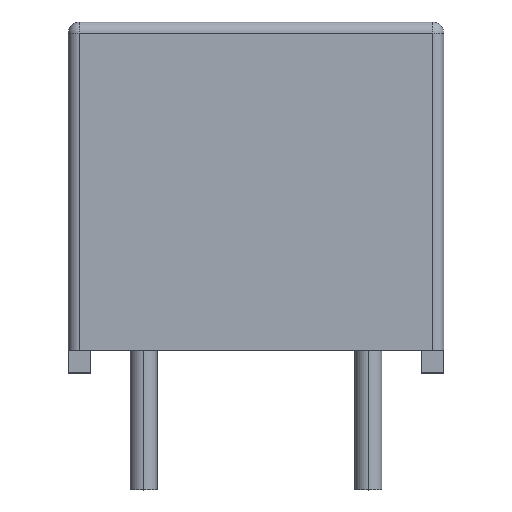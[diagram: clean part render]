
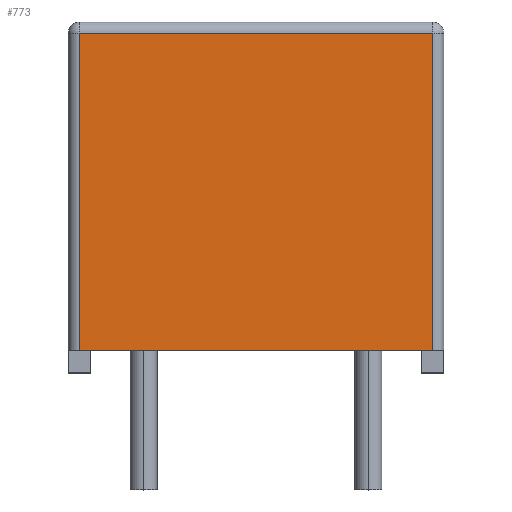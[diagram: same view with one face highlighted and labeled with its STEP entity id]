
A CAD part, top view. The second image highlights one B-rep face of the part: STEP entity #773.
In plain terms, the highlighted planar face has unit normal (0, 0, 1).
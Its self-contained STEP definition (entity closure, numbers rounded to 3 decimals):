
#16 = EDGE_LOOP ( 'NONE', ( #966, #287, #149, #286 ) ) ;
#31 = CARTESIAN_POINT ( 'NONE',  ( -3.925, 0.5, 2. ) ) ;
#33 = EDGE_CURVE ( 'NONE', #982, #585, #134, .T. ) ;
#120 = VECTOR ( 'NONE', #162, 1000. ) ;
#134 = LINE ( 'NONE', #837, #949 ) ;
#149 = ORIENTED_EDGE ( 'NONE', *, *, #33, .T. ) ;
#156 = CARTESIAN_POINT ( 'NONE',  ( 3.675, 0.5, 2. ) ) ;
#162 = DIRECTION ( 'NONE',  ( 1., 0., 0. ) ) ;
#164 = CARTESIAN_POINT ( 'NONE',  ( 0., 0., 2. ) ) ;
#186 = CARTESIAN_POINT ( 'NONE',  ( 3.925, 0.5, 2. ) ) ;
#278 = VERTEX_POINT ( 'NONE', #31 ) ;
#286 = ORIENTED_EDGE ( 'NONE', *, *, #299, .T. ) ;
#287 = ORIENTED_EDGE ( 'NONE', *, *, #579, .T. ) ;
#299 = EDGE_CURVE ( 'NONE', #585, #335, #442, .T. ) ;
#328 = PLANE ( 'NONE',  #499 ) ;
#332 = VECTOR ( 'NONE', #346, 1000. ) ;
#335 = VERTEX_POINT ( 'NONE', #972 ) ;
#346 = DIRECTION ( 'NONE',  ( -1., 0., 0. ) ) ;
#407 = DIRECTION ( 'NONE',  ( 0., 0., -1. ) ) ;
#434 = VECTOR ( 'NONE', #627, 1000. ) ;
#442 = LINE ( 'NONE', #898, #332 ) ;
#499 = AXIS2_PLACEMENT_3D ( 'NONE', #164, #407, #957 ) ;
#579 = EDGE_CURVE ( 'NONE', #278, #982, #762, .T. ) ;
#585 = VERTEX_POINT ( 'NONE', #950 ) ;
#601 = LINE ( 'NONE', #711, #434 ) ;
#627 = DIRECTION ( 'NONE',  ( 0., -1., 0. ) ) ;
#711 = CARTESIAN_POINT ( 'NONE',  ( -3.925, 0., 2. ) ) ;
#758 = DIRECTION ( 'NONE',  ( 0., 1., 0. ) ) ;
#762 = LINE ( 'NONE', #156, #120 ) ;
#773 = ADVANCED_FACE ( 'NONE', ( #864 ), #328, .F. ) ;
#836 = EDGE_CURVE ( 'NONE', #335, #278, #601, .T. ) ;
#837 = CARTESIAN_POINT ( 'NONE',  ( 3.925, 0., 2. ) ) ;
#864 = FACE_OUTER_BOUND ( 'NONE', #16, .T. ) ;
#898 = CARTESIAN_POINT ( 'NONE',  ( 0., 7.55, 2. ) ) ;
#949 = VECTOR ( 'NONE', #758, 1000. ) ;
#950 = CARTESIAN_POINT ( 'NONE',  ( 3.925, 7.55, 2. ) ) ;
#957 = DIRECTION ( 'NONE',  ( -1., 0., 0. ) ) ;
#966 = ORIENTED_EDGE ( 'NONE', *, *, #836, .T. ) ;
#972 = CARTESIAN_POINT ( 'NONE',  ( -3.925, 7.55, 2. ) ) ;
#982 = VERTEX_POINT ( 'NONE', #186 ) ;
